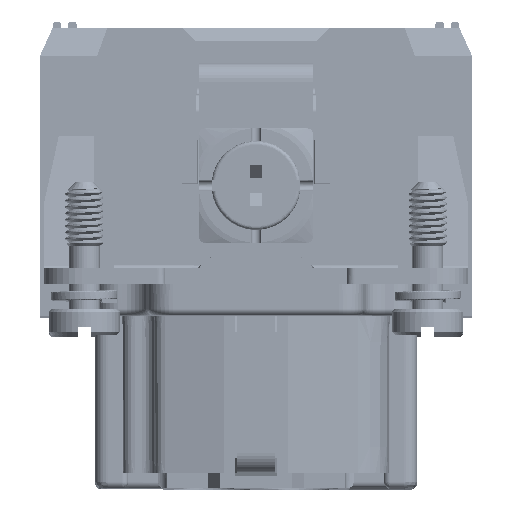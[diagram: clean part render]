
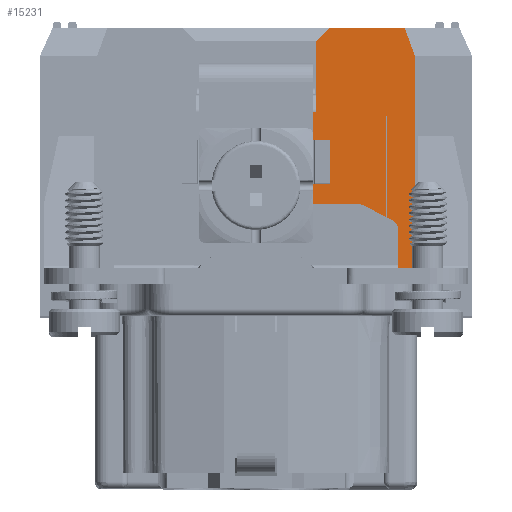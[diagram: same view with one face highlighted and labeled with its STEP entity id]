
A CAD part, top view. The second image highlights one B-rep face of the part: STEP entity #15231.
In plain terms, the highlighted planar face has unit normal (0, 0, 1).
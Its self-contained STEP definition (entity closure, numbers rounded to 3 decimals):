
#15231=ADVANCED_FACE('',(#34615),#26756,.F.);
#26756=PLANE('',#231659);
#34615=FACE_OUTER_BOUND('',#45644,.T.);
#45644=EDGE_LOOP('',(#63975,#63976,#63977,#63978,#63979,#63980,#63981,#63982,
#63983,#63984,#63985,#63986,#63987,#63988,#63989,#63990,#63991,#63992,#63993,
#63994,#63995,#63996,#63997));
#57779=CIRCLE('',#231657,1.);
#57780=CIRCLE('',#231658,1.);
#63975=ORIENTED_EDGE('',*,*,#151880,.T.);
#63976=ORIENTED_EDGE('',*,*,#151881,.T.);
#63977=ORIENTED_EDGE('',*,*,#151882,.F.);
#63978=ORIENTED_EDGE('',*,*,#151883,.T.);
#63979=ORIENTED_EDGE('',*,*,#151884,.T.);
#63980=ORIENTED_EDGE('',*,*,#151885,.T.);
#63981=ORIENTED_EDGE('',*,*,#151886,.T.);
#63982=ORIENTED_EDGE('',*,*,#151887,.F.);
#63983=ORIENTED_EDGE('',*,*,#151888,.T.);
#63984=ORIENTED_EDGE('',*,*,#151889,.T.);
#63985=ORIENTED_EDGE('',*,*,#151890,.T.);
#63986=ORIENTED_EDGE('',*,*,#151891,.T.);
#63987=ORIENTED_EDGE('',*,*,#151892,.T.);
#63988=ORIENTED_EDGE('',*,*,#151893,.T.);
#63989=ORIENTED_EDGE('',*,*,#151894,.T.);
#63990=ORIENTED_EDGE('',*,*,#151895,.F.);
#63991=ORIENTED_EDGE('',*,*,#151896,.F.);
#63992=ORIENTED_EDGE('',*,*,#151897,.F.);
#63993=ORIENTED_EDGE('',*,*,#151898,.T.);
#63994=ORIENTED_EDGE('',*,*,#151899,.T.);
#63995=ORIENTED_EDGE('',*,*,#151900,.F.);
#63996=ORIENTED_EDGE('',*,*,#151901,.T.);
#63997=ORIENTED_EDGE('',*,*,#151902,.T.);
#130547=VERTEX_POINT('',#309624);
#130548=VERTEX_POINT('',#309625);
#130549=VERTEX_POINT('',#309627);
#130550=VERTEX_POINT('',#309629);
#130551=VERTEX_POINT('',#309631);
#130552=VERTEX_POINT('',#309633);
#130553=VERTEX_POINT('',#309635);
#130554=VERTEX_POINT('',#309637);
#130555=VERTEX_POINT('',#309639);
#130556=VERTEX_POINT('',#309641);
#130557=VERTEX_POINT('',#309643);
#130558=VERTEX_POINT('',#309645);
#130559=VERTEX_POINT('',#309647);
#130560=VERTEX_POINT('',#309649);
#130561=VERTEX_POINT('',#309651);
#130562=VERTEX_POINT('',#309653);
#130563=VERTEX_POINT('',#309655);
#130564=VERTEX_POINT('',#309657);
#130565=VERTEX_POINT('',#309659);
#130566=VERTEX_POINT('',#309661);
#130567=VERTEX_POINT('',#309663);
#130568=VERTEX_POINT('',#309665);
#130569=VERTEX_POINT('',#309667);
#151880=EDGE_CURVE('',#130547,#130548,#185082,.T.);
#151881=EDGE_CURVE('',#130548,#130549,#185083,.T.);
#151882=EDGE_CURVE('',#130550,#130549,#185084,.T.);
#151883=EDGE_CURVE('',#130550,#130551,#185085,.T.);
#151884=EDGE_CURVE('',#130551,#130552,#185086,.T.);
#151885=EDGE_CURVE('',#130552,#130553,#57779,.T.);
#151886=EDGE_CURVE('',#130553,#130554,#185087,.T.);
#151887=EDGE_CURVE('',#130555,#130554,#185088,.T.);
#151888=EDGE_CURVE('',#130555,#130556,#185089,.T.);
#151889=EDGE_CURVE('',#130556,#130557,#185090,.T.);
#151890=EDGE_CURVE('',#130557,#130558,#185091,.T.);
#151891=EDGE_CURVE('',#130558,#130559,#57780,.T.);
#151892=EDGE_CURVE('',#130559,#130560,#185092,.T.);
#151893=EDGE_CURVE('',#130560,#130561,#185093,.T.);
#151894=EDGE_CURVE('',#130561,#130562,#185094,.T.);
#151895=EDGE_CURVE('',#130563,#130562,#185095,.T.);
#151896=EDGE_CURVE('',#130564,#130563,#185096,.T.);
#151897=EDGE_CURVE('',#130565,#130564,#185097,.T.);
#151898=EDGE_CURVE('',#130565,#130566,#185098,.T.);
#151899=EDGE_CURVE('',#130566,#130567,#185099,.T.);
#151900=EDGE_CURVE('',#130568,#130567,#185100,.T.);
#151901=EDGE_CURVE('',#130568,#130569,#185101,.T.);
#151902=EDGE_CURVE('',#130569,#130547,#185102,.T.);
#185082=LINE('',#309623,#208442);
#185083=LINE('',#309626,#208443);
#185084=LINE('',#309628,#208444);
#185085=LINE('',#309630,#208445);
#185086=LINE('',#309632,#208446);
#185087=LINE('',#309636,#208447);
#185088=LINE('',#309638,#208448);
#185089=LINE('',#309640,#208449);
#185090=LINE('',#309642,#208450);
#185091=LINE('',#309644,#208451);
#185092=LINE('',#309648,#208452);
#185093=LINE('',#309650,#208453);
#185094=LINE('',#309652,#208454);
#185095=LINE('',#309654,#208455);
#185096=LINE('',#309656,#208456);
#185097=LINE('',#309658,#208457);
#185098=LINE('',#309660,#208458);
#185099=LINE('',#309662,#208459);
#185100=LINE('',#309664,#208460);
#185101=LINE('',#309666,#208461);
#185102=LINE('',#309668,#208462);
#208442=VECTOR('',#249766,1.);
#208443=VECTOR('',#249767,1.);
#208444=VECTOR('',#249768,1.);
#208445=VECTOR('',#249769,1.);
#208446=VECTOR('',#249770,1.);
#208447=VECTOR('',#249773,1.);
#208448=VECTOR('',#249774,1.);
#208449=VECTOR('',#249775,1.);
#208450=VECTOR('',#249776,1.);
#208451=VECTOR('',#249777,1.);
#208452=VECTOR('',#249780,1.);
#208453=VECTOR('',#249781,1.);
#208454=VECTOR('',#249782,1.);
#208455=VECTOR('',#249783,1.);
#208456=VECTOR('',#249784,1.);
#208457=VECTOR('',#249785,1.);
#208458=VECTOR('',#249786,1.);
#208459=VECTOR('',#249787,1.);
#208460=VECTOR('',#249788,1.);
#208461=VECTOR('',#249789,1.);
#208462=VECTOR('',#249790,1.);
#231657=AXIS2_PLACEMENT_3D('',#309634,#249771,#249772);
#231658=AXIS2_PLACEMENT_3D('',#309646,#249778,#249779);
#231659=AXIS2_PLACEMENT_3D('',#309669,#249791,#249792);
#249766=DIRECTION('',(-1.,0.,0.));
#249767=DIRECTION('',(0.,-1.,0.));
#249768=DIRECTION('',(0.,1.,0.));
#249769=DIRECTION('',(0.,-1.,0.));
#249770=DIRECTION('',(1.,0.,0.));
#249771=DIRECTION('',(0.,0.,-1.));
#249772=DIRECTION('',(-1.,0.,0.));
#249773=DIRECTION('',(0.89,-0.456,0.));
#249774=DIRECTION('',(0.,-1.,0.));
#249775=DIRECTION('',(1.,0.,0.));
#249776=DIRECTION('',(0.,-1.,0.));
#249777=DIRECTION('',(0.89,-0.456,0.));
#249778=DIRECTION('',(0.,0.,-1.));
#249779=DIRECTION('',(-1.,0.,0.));
#249780=DIRECTION('',(0.,-1.,0.));
#249781=DIRECTION('',(-1.,0.,0.));
#249782=DIRECTION('',(0.,-1.,0.));
#249783=DIRECTION('',(1.,0.,0.));
#249784=DIRECTION('',(0.,1.,0.));
#249785=DIRECTION('',(-1.,0.,0.));
#249786=DIRECTION('',(0.,1.,0.));
#249787=DIRECTION('',(-0.342,0.94,0.));
#249788=DIRECTION('',(1.,0.,0.));
#249789=DIRECTION('',(-0.707,-0.707,0.));
#249790=DIRECTION('',(0.,-1.,0.));
#249791=DIRECTION('',(0.,0.,-1.));
#249792=DIRECTION('',(1.,0.,0.));
#309623=CARTESIAN_POINT('',(61.322,15.993,14.9));
#309624=CARTESIAN_POINT('',(4.75,15.993,14.9));
#309625=CARTESIAN_POINT('',(4.5,15.993,14.9));
#309626=CARTESIAN_POINT('',(4.5,-13.55,14.9));
#309627=CARTESIAN_POINT('',(4.5,13.785,14.9));
#309628=CARTESIAN_POINT('',(4.5,13.785,14.9));
#309629=CARTESIAN_POINT('',(4.5,10.385,14.9));
#309630=CARTESIAN_POINT('',(4.5,-13.55,14.9));
#309631=CARTESIAN_POINT('',(4.5,8.785,14.9));
#309632=CARTESIAN_POINT('',(-6.695,8.785,14.9));
#309633=CARTESIAN_POINT('',(7.99,8.785,14.9));
#309634=CARTESIAN_POINT('',(7.99,7.785,14.9));
#309635=CARTESIAN_POINT('',(8.446,8.675,14.9));
#309636=CARTESIAN_POINT('',(5.486,10.193,14.9));
#309637=CARTESIAN_POINT('',(10.2,7.775,14.9));
#309638=CARTESIAN_POINT('',(10.2,15.6,14.9));
#309639=CARTESIAN_POINT('',(10.2,15.7,14.9));
#309640=CARTESIAN_POINT('',(-6.695,15.7,14.9));
#309641=CARTESIAN_POINT('',(10.3,15.7,14.9));
#309642=CARTESIAN_POINT('',(10.3,-13.55,14.9));
#309643=CARTESIAN_POINT('',(10.3,7.724,14.9));
#309644=CARTESIAN_POINT('',(5.486,10.193,14.9));
#309645=CARTESIAN_POINT('',(10.656,7.541,14.9));
#309646=CARTESIAN_POINT('',(10.2,6.651,14.9));
#309647=CARTESIAN_POINT('',(11.2,6.651,14.9));
#309648=CARTESIAN_POINT('',(11.2,-13.55,14.9));
#309649=CARTESIAN_POINT('',(11.2,4.,14.9));
#309650=CARTESIAN_POINT('',(-4.044,4.,14.9));
#309651=CARTESIAN_POINT('',(10.3,4.,14.9));
#309652=CARTESIAN_POINT('',(10.3,-13.55,14.9));
#309653=CARTESIAN_POINT('',(10.3,3.7,14.9));
#309654=CARTESIAN_POINT('',(0.,3.7,14.9));
#309655=CARTESIAN_POINT('',(4.3,3.7,14.9));
#309656=CARTESIAN_POINT('',(4.3,2.5,14.9));
#309657=CARTESIAN_POINT('',(4.3,3.3,14.9));
#309658=CARTESIAN_POINT('',(68.069,3.3,14.9));
#309659=CARTESIAN_POINT('',(12.5,3.3,14.9));
#309660=CARTESIAN_POINT('',(12.5,-13.55,14.9));
#309661=CARTESIAN_POINT('',(12.5,20.4,14.9));
#309662=CARTESIAN_POINT('',(21.162,-3.42,14.9));
#309663=CARTESIAN_POINT('',(11.7,22.6,14.9));
#309664=CARTESIAN_POINT('',(0.,22.6,14.9));
#309665=CARTESIAN_POINT('',(5.75,22.6,14.9));
#309666=CARTESIAN_POINT('',(-18.548,-1.698,14.9));
#309667=CARTESIAN_POINT('',(4.75,21.6,14.9));
#309668=CARTESIAN_POINT('',(4.75,-13.55,14.9));
#309669=CARTESIAN_POINT('',(-6.695,-13.55,14.9));
